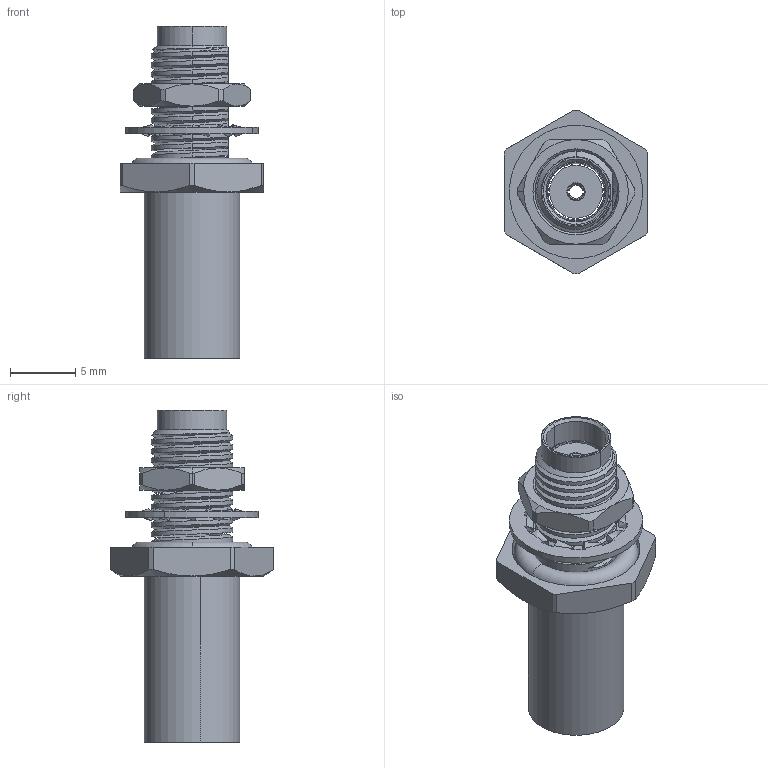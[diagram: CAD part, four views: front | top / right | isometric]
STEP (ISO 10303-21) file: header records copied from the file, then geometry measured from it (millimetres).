
FILE_DESCRIPTION (( 'STEP AP214' ), '1' );
FILE_NAME ('30-254-D3-AK.STEP', '2024-08-09T07:54:24', ( '' ), ( '' ), 'SwSTEP 2.0', 'SolidWorks 2024', '' );
FILE_SCHEMA (( 'AUTOMOTIVE_DESIGN' ));
Length unit declared in the file: millimetre
Products named in the file (1): 30-254-D3-AK
Bounding box: 11.02 x 12.5 x 25.4 mm (x, y, z)
Surface area: 1506.1 mm2 (no closed solid volume)
Topology: 0 solids, 8 shells, 224 faces, 654 edges, 424 vertices
Faces by surface type: cylinder 64, bspline 62, plane 56, cone 36, torus 6
Entity records: 15804 total; most frequent: CARTESIAN_POINT 10614, ORIENTED_EDGE 1190, DIRECTION 867, EDGE_CURVE 654, VERTEX_POINT 424, AXIS2_PLACEMENT_3D 300, VECTOR 267, LINE 267
